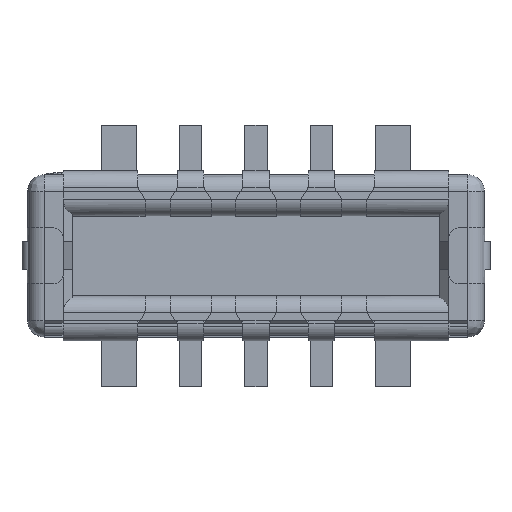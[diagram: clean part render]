
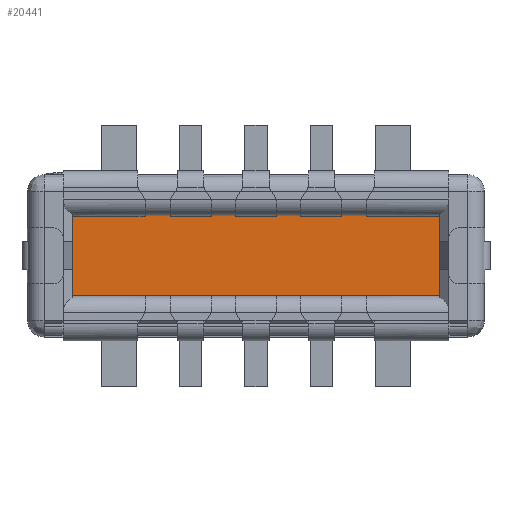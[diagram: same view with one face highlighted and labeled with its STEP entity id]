
A CAD part, top view. The second image highlights one B-rep face of the part: STEP entity #20441.
In plain terms, the highlighted planar face has unit normal (0, 0, 1).
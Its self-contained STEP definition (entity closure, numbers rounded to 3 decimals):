
#20274=VERTEX_POINT('',#20275);
#20275=CARTESIAN_POINT('',(0.97,-0.081,0.1));
#20281=EDGE_CURVE('',#20274,#20282,#20284,.F.);
#20282=VERTEX_POINT('',#20283);
#20283=CARTESIAN_POINT('',(0.97,-0.511,0.1));
#20284=B_SPLINE_CURVE_WITH_KNOTS('',3,(#20285,#20286,#20287,#20288),.UNSPECIFIED.,.F.,.U.,(4,4),(0.0,1.0),.PIECEWISE_BEZIER_KNOTS.);
#20285=CARTESIAN_POINT('',(0.97,-0.511,0.1));
#20286=CARTESIAN_POINT('',(0.97,-0.368,0.1));
#20287=CARTESIAN_POINT('',(0.97,-0.224,0.1));
#20288=CARTESIAN_POINT('',(0.97,-0.081,0.1));
#20306=EDGE_CURVE('',#20307,#20274,#20309,.F.);
#20307=VERTEX_POINT('',#20308);
#20308=CARTESIAN_POINT('',(-1.,-0.081,0.1));
#20309=B_SPLINE_CURVE_WITH_KNOTS('',3,(#20310,#20311,#20312,#20313),.UNSPECIFIED.,.F.,.U.,(4,4),(0.0,1.0),.PIECEWISE_BEZIER_KNOTS.);
#20310=CARTESIAN_POINT('',(0.97,-0.081,0.1));
#20311=CARTESIAN_POINT('',(0.313,-0.081,0.1));
#20312=CARTESIAN_POINT('',(-0.343,-0.081,0.1));
#20313=CARTESIAN_POINT('',(-1.,-0.081,0.1));
#20356=VERTEX_POINT('',#20357);
#20357=CARTESIAN_POINT('',(-1.,-0.511,0.1));
#20363=EDGE_CURVE('',#20356,#20307,#20364,.F.);
#20364=B_SPLINE_CURVE_WITH_KNOTS('',3,(#20365,#20366,#20367,#20368),.UNSPECIFIED.,.F.,.U.,(4,4),(0.0,1.0),.PIECEWISE_BEZIER_KNOTS.);
#20365=CARTESIAN_POINT('',(-1.,-0.081,0.1));
#20366=CARTESIAN_POINT('',(-1.,-0.224,0.1));
#20367=CARTESIAN_POINT('',(-1.,-0.368,0.1));
#20368=CARTESIAN_POINT('',(-1.,-0.511,0.1));
#20429=EDGE_CURVE('',#20282,#20356,#20430,.T.);
#20430=B_SPLINE_CURVE_WITH_KNOTS('',3,(#20431,#20432,#20433,#20434),.UNSPECIFIED.,.F.,.U.,(4,4),(0.0,1.0),.PIECEWISE_BEZIER_KNOTS.);
#20431=CARTESIAN_POINT('',(0.97,-0.511,0.1));
#20432=CARTESIAN_POINT('',(0.313,-0.511,0.1));
#20433=CARTESIAN_POINT('',(-0.343,-0.511,0.1));
#20434=CARTESIAN_POINT('',(-1.,-0.511,0.1));
#20441=ADVANCED_FACE('',(#20442),#20448,.T.);
#20442=FACE_BOUND('',#20443,.T.);
#20443=EDGE_LOOP('',(#20444,#20445,#20446,#20447));
#20444=ORIENTED_EDGE('',*,*,#20363,.F.);
#20445=ORIENTED_EDGE('',*,*,#20429,.F.);
#20446=ORIENTED_EDGE('',*,*,#20281,.F.);
#20447=ORIENTED_EDGE('',*,*,#20306,.F.);
#20448=PLANE('',#20449);
#20449=AXIS2_PLACEMENT_3D('',#20450,#20451,#20452);
#20450=CARTESIAN_POINT('',(-0.015,-0.296,0.1));
#20451=DIRECTION('',(0.0,0.,1.0));
#20452=DIRECTION('',(0.0,1.0,0.));
